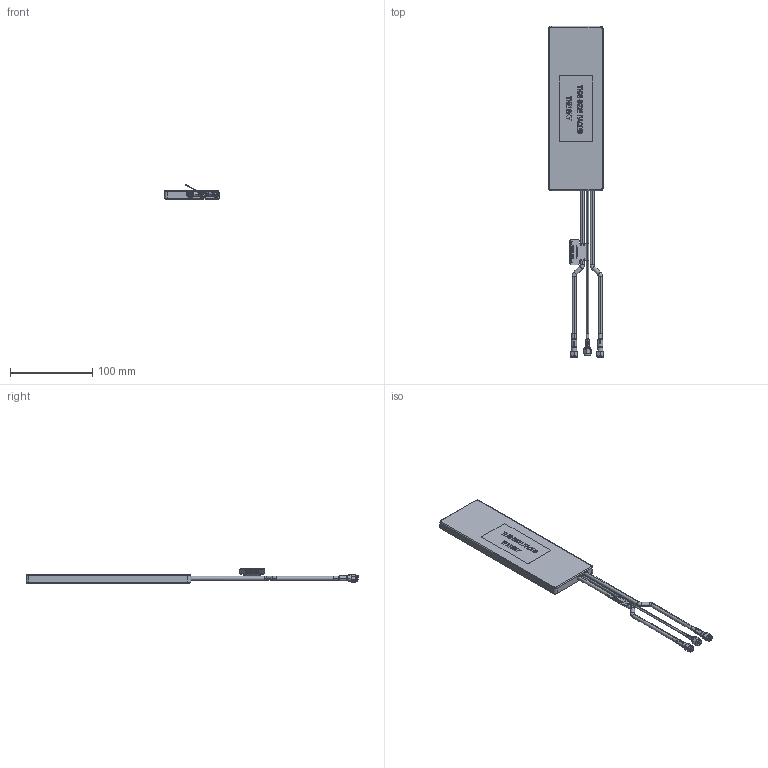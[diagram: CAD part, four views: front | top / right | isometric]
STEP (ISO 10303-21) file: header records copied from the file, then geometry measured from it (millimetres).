
FILE_DESCRIPTION (( 'STEP AP214' ), '1' );
FILE_NAME ('MA231.LBC.003_web.STEP', '2020-08-21T08:14:52', ( '' ), ( '' ), 'SwSTEP 2.0', 'SolidWorks 2018', '' );
FILE_SCHEMA (( 'AUTOMOTIVE_DESIGN' ));
Length unit declared in the file: millimetre
Products named in the file (12): 001316L070000A (for Assy)_Yellow_CFD200; RP-SMA(M)ST; MA230.STEP; MA230.prt; SMA(M)ST_RG174; Empty Label; Barcode Label; 零件9^MA231.LBC.003; 001316C000000A (for Assy)_Blue_RG174; SMA(M)ST.Au_for 200 series; 001316L080000A (for Assy)_Red_CFD200; MA231.LBC.003_web
Assembly tree (11 placements, depth 3):
  MA231.LBC.003_web
    MA230.STEP
      MA230.prt
    Empty Label
    Barcode Label
    001316L070000A (for Assy)_Yellow_CFD200
    001316C000000A (for Assy)_Blue_RG174
    001316L080000A (for Assy)_Red_CFD200
    零件9^MA231.LBC.003
    RP-SMA(M)ST
    SMA(M)ST_RG174
    SMA(M)ST.Au_for 200 series
Bounding box: 67.09 x 403.9 x 17.31 mm (x, y, z)
Volume: 145021.7 mm3; surface area: 71536.4 mm2
Topology: 26 solids, 26 shells, 1002 faces, 2514 edges, 1632 vertices
Faces by surface type: plane 609, bspline 161, cylinder 150, cone 46, torus 36
Entity records: 44681 total; most frequent: CARTESIAN_POINT 12349, ORIENTED_EDGE 5028, DIRECTION 4354, EDGE_CURVE 2514, VECTOR 1710, LINE 1710, VERTEX_POINT 1632, AXIS2_PLACEMENT_3D 1322
